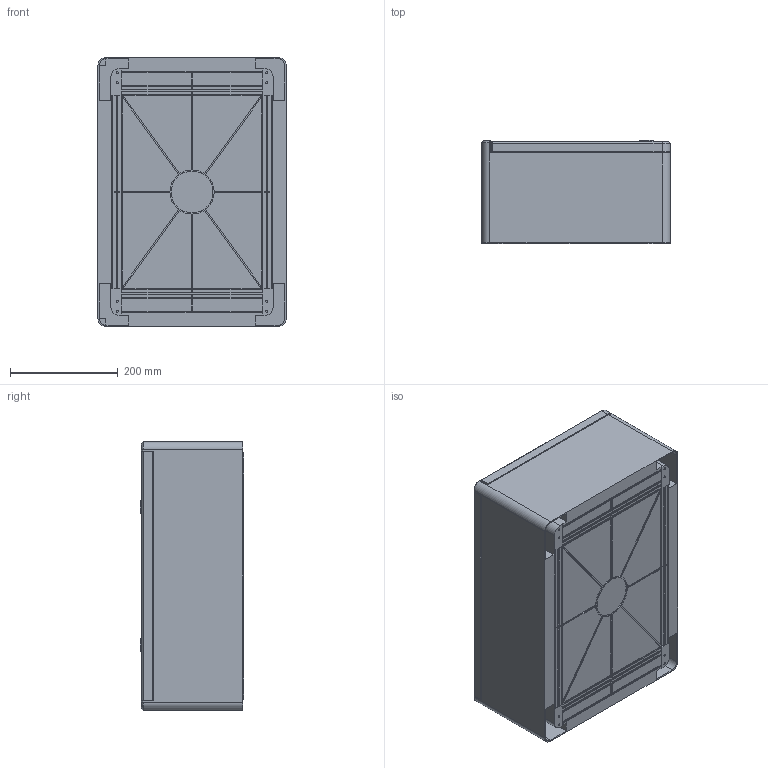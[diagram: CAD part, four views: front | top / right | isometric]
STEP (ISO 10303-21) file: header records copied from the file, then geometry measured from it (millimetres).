
FILE_DESCRIPTION (( 'STEP AP214' ), '1' );
FILE_NAME ('ﾙﾌﾏ-ﾏ (PB65MP005) - ﾑﾁﾎﾐﾊﾀ.STEP', '2021-03-25T06:37:44', ( '' ), ( '' ), 'SwSTEP 2.0', 'SolidWorks 2021', '' );
FILE_SCHEMA (( 'AUTOMOTIVE_DESIGN' ));
Length unit declared in the file: millimetre
Products named in the file (4): ÙÌÏ-Ï (PB65MP005) - Ïëàòà ìîíòàæíàÿ; ﾙﾌﾏ-ﾏ (PB65MP005) - ﾑﾁﾎﾐﾊﾀ; ÙÌÏ-Ï (PB65MP005) - Êîðïóñ; ÙÌÏ-Ï (PB65MP005) - Äâåðü_­¥¯à®§à ç­ ï ¤¢¥àì (PB65MP005)
Assembly tree (3 placements, depth 2):
  ﾙﾌﾏ-ﾏ (PB65MP005) - ﾑﾁﾎﾐﾊﾀ
    ÙÌÏ-Ï (PB65MP005) - Êîðïóñ
    ÙÌÏ-Ï (PB65MP005) - Ïëàòà ìîíòàæíàÿ
    ÙÌÏ-Ï (PB65MP005) - Äâåðü_­¥¯à®§à ç­ ï ¤¢¥àì (PB65MP005)
Bounding box: 350.1 x 192.6 x 500 mm (x, y, z)
Volume: 2494611.4 mm3; surface area: 1939885.5 mm2
Topology: 7 solids, 7 shells, 1778 faces, 4424 edges, 2924 vertices
Faces by surface type: plane 1478, cylinder 242, bspline 38, cone 10, sphere 6, torus 4
Full cylindrical faces by diameter (mm): 3.2 x16, 5 x4, 7.4 x4, 12.2 x3, 15.4 x4, 16 x3, 25 x5, 31.5 x3, 77.8 x1
Entity records: 52301 total; most frequent: CARTESIAN_POINT 9693, ORIENTED_EDGE 8716, DIRECTION 8249, EDGE_CURVE 4358, VECTOR 3751, LINE 3751, VERTEX_POINT 2907, AXIS2_PLACEMENT_3D 2249
